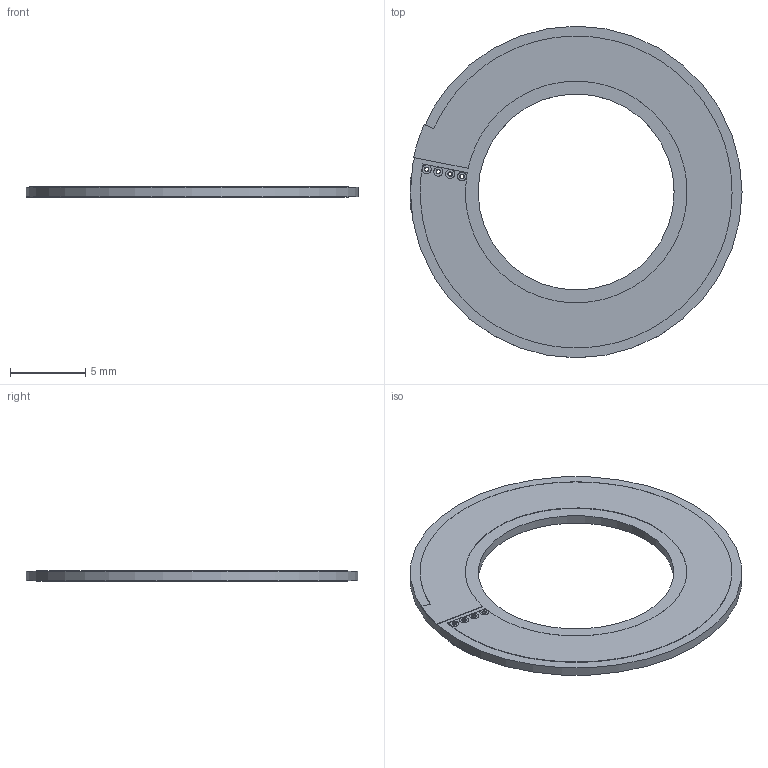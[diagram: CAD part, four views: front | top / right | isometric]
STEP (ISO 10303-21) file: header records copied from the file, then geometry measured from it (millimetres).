
FILE_DESCRIPTION(('KiCad electronic assembly'),'2;1');
FILE_NAME('pcb-transformer.step','2024-10-16T19:52:27',('Pcbnew'),( 'Kicad'),'Open CASCADE STEP processor 7.7','KiCad to STEP converter' ,'Unknown');
FILE_SCHEMA(('AUTOMOTIVE_DESIGN { 1 0 10303 214 1 1 1 1 }'));
Length unit declared in the file: millimetre
Products named in the file (19): pcb-transformer 1; _autosave-pcb-transformer_track_1; _autosave-pcb-transformer_track_2; _autosave-pcb-transformer_pad_1; _autosave-pcb-transformer_pad_2; _autosave-pcb-transformer_pad_3; _autosave-pcb-transformer_pad_4; _autosave-pcb-transformer_pad_5; _autosave-pcb-transformer_pad_6; _autosave-pcb-transformer_pad_7; _autosave-pcb-transformer_pad_8; _autosave-pcb-transformer_pad_9; _autosave-pcb-transformer_pad_10; _autosave-pcb-transformer_pad_11; _autosave-pcb-transformer_pad_12; _autosave-pcb-transformer_pad_13; _autosave-pcb-transformer_pad_14; _autosave-pcb-transformer_pad_15; _autosave-pcb-transformer_PCB
Assembly tree (18 placements, depth 2):
  pcb-transformer 1
    _autosave-pcb-transformer_track_1
    _autosave-pcb-transformer_track_2
    _autosave-pcb-transformer_pad_1
    _autosave-pcb-transformer_pad_2
    _autosave-pcb-transformer_pad_3
    _autosave-pcb-transformer_pad_4
    _autosave-pcb-transformer_pad_5
    _autosave-pcb-transformer_pad_6
    _autosave-pcb-transformer_pad_7
    _autosave-pcb-transformer_pad_8
    _autosave-pcb-transformer_pad_9
    _autosave-pcb-transformer_pad_10
    _autosave-pcb-transformer_pad_11
    _autosave-pcb-transformer_pad_12
    _autosave-pcb-transformer_pad_13
    _autosave-pcb-transformer_pad_14
    _autosave-pcb-transformer_pad_15
    _autosave-pcb-transformer_PCB
Bounding box: 22.02 x 22 x 0.67 mm (x, y, z)
Volume: 160.1 mm3; surface area: 1249.9 mm2
Topology: 18 solids, 18 shells, 515 faces, 1437 edges, 958 vertices
Faces by surface type: plane 471, cylinder 44
Full cylindrical faces by diameter (mm): 0.25 x23, 0.3 x9, 0.6 x10, 13 x1, 22 x1
Entity records: 16817 total; most frequent: CARTESIAN_POINT 2929, ORIENTED_EDGE 2874, DIRECTION 2593, EDGE_CURVE 1437, LINE 1349, VECTOR 1349, VERTEX_POINT 958, AXIS2_PLACEMENT_3D 622
